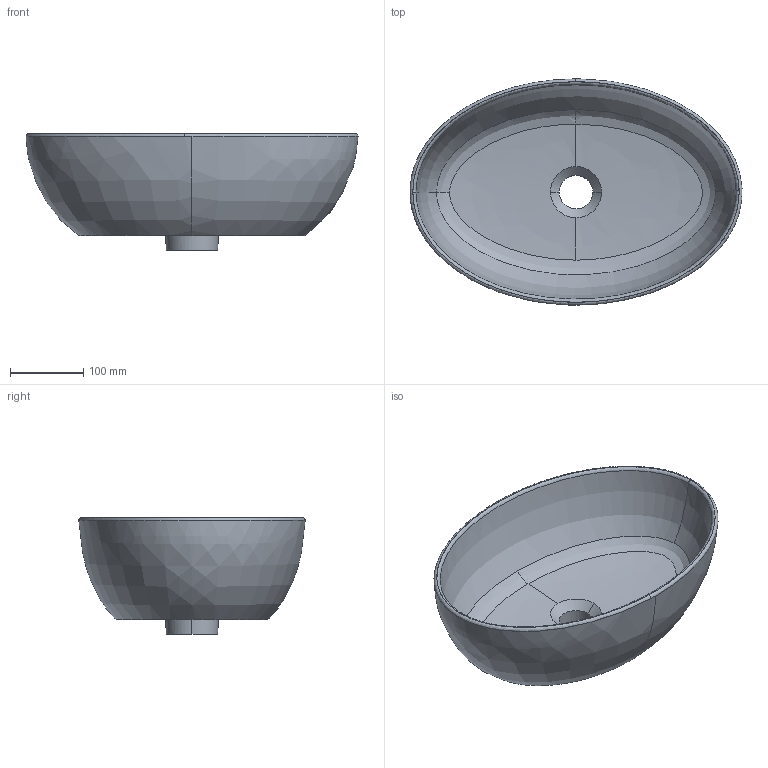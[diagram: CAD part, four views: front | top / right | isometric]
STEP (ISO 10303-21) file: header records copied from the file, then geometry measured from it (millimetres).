
FILE_DESCRIPTION(/* description */ (''),/* implementation_level */ '2;1');
FILE_NAME(/* name */ 'A052',/* time_stamp */ '2022-12-07T15:29:50+08:00',/* author */ (''),/* organization */ (''),/* preprocessor_version */ 'ST-DEVELOPER v15',/* originating_system */ '',/* authorisation */ '');
FILE_SCHEMA (('AUTOMOTIVE_DESIGN'));
Length unit declared in the file: millimetre
Products named in the file (1): Document
Bounding box: 454.74 x 310 x 160 mm (x, y, z)
Volume: 3137351.7 mm3; surface area: 425413 mm2
Topology: 1 solids, 1 shells, 36 faces, 83 edges, 51 vertices
Faces by surface type: bspline 32, plane 4
Entity records: 11293 total; most frequent: CARTESIAN_POINT 10807, ORIENTED_EDGE 166, EDGE_CURVE 83, VERTEX_POINT 51, EDGE_LOOP 40, ADVANCED_FACE 36, FACE_OUTER_BOUND 36, B_SPLINE_CURVE_WITH_KNOTS 23
